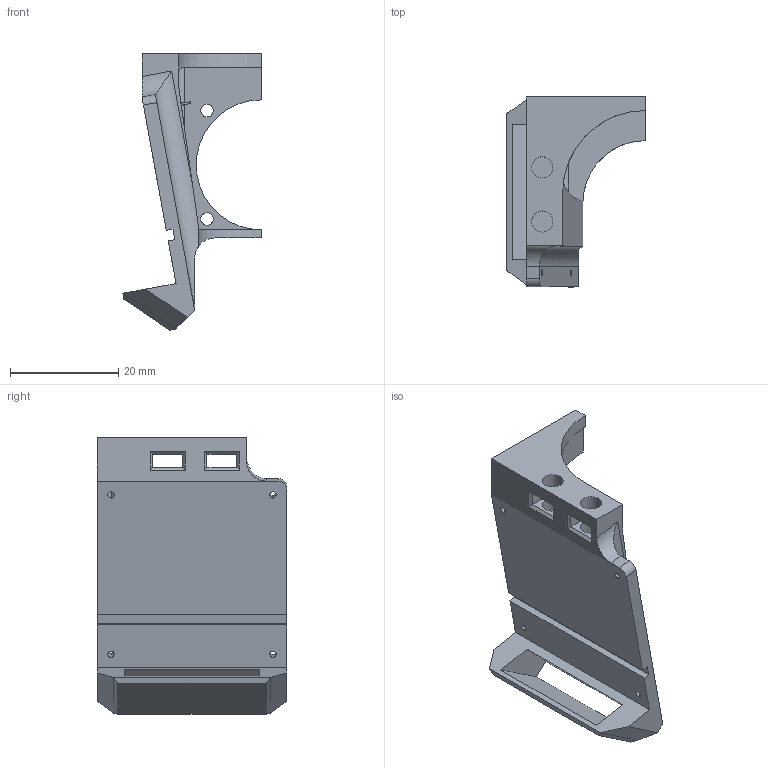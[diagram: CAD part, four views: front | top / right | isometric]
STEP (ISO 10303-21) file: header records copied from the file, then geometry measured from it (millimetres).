
FILE_DESCRIPTION (( 'STEP AP214' ), '1' );
FILE_NAME ('fanduct_v3_6_m.STEP', '2018-03-11T11:24:03', ( '' ), ( '' ), '', '', '' );
FILE_SCHEMA (( 'AUTOMOTIVE_DESIGN' ));
Length unit declared in the file: millimetre
Products named in the file (1): fanduct_v3_6_m
Bounding box: 25.55 x 35 x 51.04 mm (x, y, z)
Volume: 8878.2 mm3; surface area: 6386.5 mm2
Topology: 1 solids, 1 shells, 87 faces, 236 edges, 151 vertices
Faces by surface type: plane 54, cylinder 33
Entity records: 2835 total; most frequent: CARTESIAN_POINT 575, ORIENTED_EDGE 472, DIRECTION 442, EDGE_CURVE 236, LINE 166, VECTOR 166, VERTEX_POINT 151, AXIS2_PLACEMENT_3D 138
